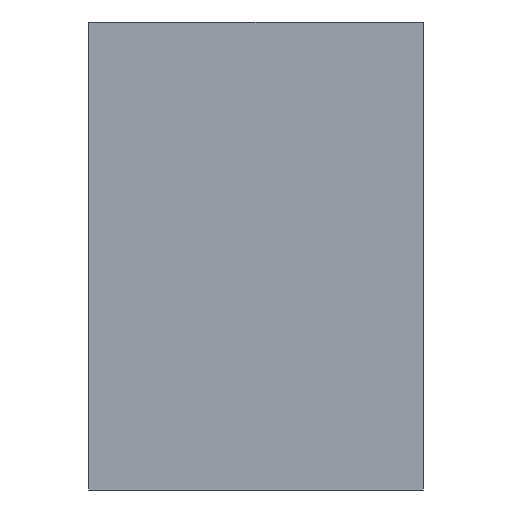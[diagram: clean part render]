
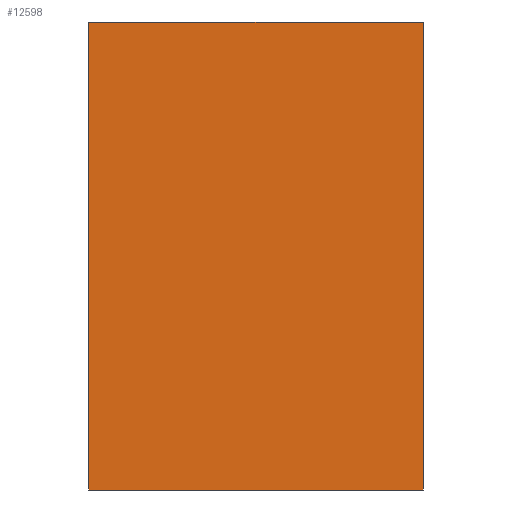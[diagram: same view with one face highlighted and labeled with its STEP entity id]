
A CAD part, left-side view. The second image highlights one B-rep face of the part: STEP entity #12598.
In plain terms, the highlighted planar face has unit normal (-1, 0, 0).
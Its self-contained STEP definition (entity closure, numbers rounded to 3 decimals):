
#262=PLANE('',#15943);
#1262=LINE('',#21902,#2770);
#1267=LINE('',#21910,#2775);
#1275=LINE('',#21921,#2783);
#1281=LINE('',#21930,#2789);
#2770=VECTOR('',#18204,1000.);
#2775=VECTOR('',#18211,1000.);
#2783=VECTOR('',#18221,1000.);
#2789=VECTOR('',#18229,1000.);
#5423=ORIENTED_EDGE('',*,*,#8204,.F.);
#5424=ORIENTED_EDGE('',*,*,#8223,.F.);
#5425=ORIENTED_EDGE('',*,*,#8217,.F.);
#5426=ORIENTED_EDGE('',*,*,#8209,.F.);
#8204=EDGE_CURVE('',#9776,#9777,#1262,.T.);
#8209=EDGE_CURVE('',#9777,#9779,#1267,.T.);
#8217=EDGE_CURVE('',#9779,#9781,#1275,.T.);
#8223=EDGE_CURVE('',#9781,#9776,#1281,.T.);
#9776=VERTEX_POINT('',#21901);
#9777=VERTEX_POINT('',#21903);
#9779=VERTEX_POINT('',#21911);
#9781=VERTEX_POINT('',#21922);
#11086=EDGE_LOOP('',(#5423,#5424,#5425,#5426));
#11760=FACE_BOUND('',#11086,.T.);
#12598=ADVANCED_FACE('',(#11760),#262,.F.);
#15943=AXIS2_PLACEMENT_3D('',#21937,#18237,#18238);
#18204=DIRECTION('',(0.,-1.,0.));
#18211=DIRECTION('',(0.,0.,-1.));
#18221=DIRECTION('',(0.,1.,0.));
#18229=DIRECTION('',(0.,0.,1.));
#18237=DIRECTION('',(1.,0.,0.));
#18238=DIRECTION('',(0.,1.,0.));
#21901=CARTESIAN_POINT('',(0.,1.25,1.75));
#21902=CARTESIAN_POINT('',(0.,1.25,1.75));
#21903=CARTESIAN_POINT('',(0.,-1.25,1.75));
#21910=CARTESIAN_POINT('',(0.,-1.25,1.75));
#21911=CARTESIAN_POINT('',(0.,-1.25,-1.75));
#21921=CARTESIAN_POINT('',(0.,-1.25,-1.75));
#21922=CARTESIAN_POINT('',(0.,1.25,-1.75));
#21930=CARTESIAN_POINT('',(0.,1.25,-1.75));
#21937=CARTESIAN_POINT('',(0.,0.,0.));
